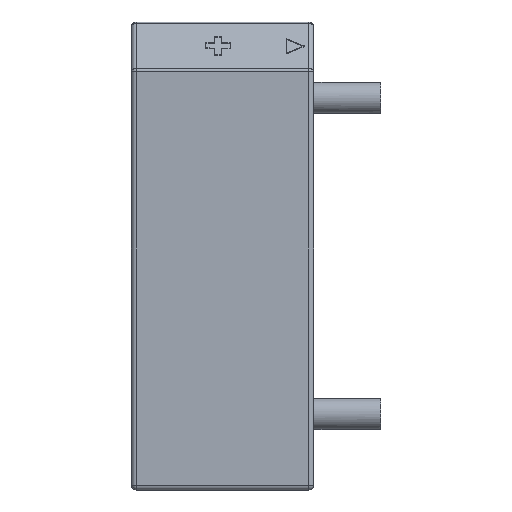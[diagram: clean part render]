
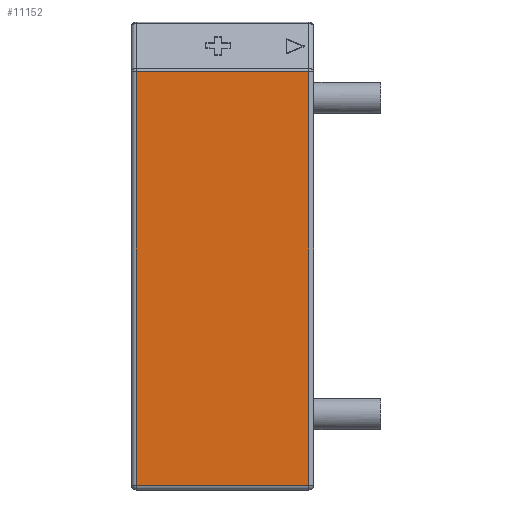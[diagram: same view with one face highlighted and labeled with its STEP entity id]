
A CAD part, left-side view. The second image highlights one B-rep face of the part: STEP entity #11152.
In plain terms, the highlighted planar face has unit normal (-1, 0, 0).
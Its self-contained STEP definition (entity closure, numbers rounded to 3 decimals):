
#133 = VECTOR ( 'NONE', #14190, 1000. ) ;
#302 = VECTOR ( 'NONE', #419, 1000. ) ;
#336 = VECTOR ( 'NONE', #15769, 1000. ) ;
#362 = EDGE_CURVE ( 'NONE', #11990, #13330, #1719, .T. ) ;
#411 = DIRECTION ( 'NONE',  ( 0., 0., 1. ) ) ;
#419 = DIRECTION ( 'NONE',  ( 0., -1., 0. ) ) ;
#1558 = CARTESIAN_POINT ( 'NONE',  ( -3.175, 7.72, -16.183 ) ) ;
#1719 = LINE ( 'NONE', #14946, #3215 ) ;
#3215 = VECTOR ( 'NONE', #411, 1000. ) ;
#3771 = CARTESIAN_POINT ( 'NONE',  ( -3.175, 0.3, 1.092 ) ) ;
#5320 = AXIS2_PLACEMENT_3D ( 'NONE', #7305, #7149, #6011 ) ;
#5835 = EDGE_CURVE ( 'NONE', #9850, #11990, #6805, .T. ) ;
#6011 = DIRECTION ( 'NONE',  ( 0., 0., -1. ) ) ;
#6140 = ORIENTED_EDGE ( 'NONE', *, *, #362, .T. ) ;
#6513 = LINE ( 'NONE', #10519, #336 ) ;
#6805 = LINE ( 'NONE', #1558, #302 ) ;
#7149 = DIRECTION ( 'NONE',  ( 1., 0., 0. ) ) ;
#7305 = CARTESIAN_POINT ( 'NONE',  ( -3.175, 7.72, -16.383 ) ) ;
#7725 = EDGE_CURVE ( 'NONE', #13330, #11460, #10230, .T. ) ;
#8244 = CARTESIAN_POINT ( 'NONE',  ( -3.175, 0.3, -16.183 ) ) ;
#9850 = VERTEX_POINT ( 'NONE', #15719 ) ;
#10230 = LINE ( 'NONE', #15471, #133 ) ;
#10481 = PLANE ( 'NONE',  #5320 ) ;
#10519 = CARTESIAN_POINT ( 'NONE',  ( -3.175, 7.52, -16.383 ) ) ;
#11152 = ADVANCED_FACE ( 'NONE', ( #15902 ), #10481, .F. ) ;
#11460 = VERTEX_POINT ( 'NONE', #12743 ) ;
#11990 = VERTEX_POINT ( 'NONE', #8244 ) ;
#12743 = CARTESIAN_POINT ( 'NONE',  ( -3.175, 7.52, 1.092 ) ) ;
#13330 = VERTEX_POINT ( 'NONE', #3771 ) ;
#14176 = ORIENTED_EDGE ( 'NONE', *, *, #16988, .T. ) ;
#14190 = DIRECTION ( 'NONE',  ( 0., 1., 0. ) ) ;
#14659 = EDGE_LOOP ( 'NONE', ( #6140, #16858, #14176, #15207 ) ) ;
#14946 = CARTESIAN_POINT ( 'NONE',  ( -3.175, 0.3, -16.383 ) ) ;
#15207 = ORIENTED_EDGE ( 'NONE', *, *, #5835, .T. ) ;
#15471 = CARTESIAN_POINT ( 'NONE',  ( -3.175, 7.72, 1.092 ) ) ;
#15719 = CARTESIAN_POINT ( 'NONE',  ( -3.175, 7.52, -16.183 ) ) ;
#15769 = DIRECTION ( 'NONE',  ( 0., 0., -1. ) ) ;
#15902 = FACE_OUTER_BOUND ( 'NONE', #14659, .T. ) ;
#16858 = ORIENTED_EDGE ( 'NONE', *, *, #7725, .T. ) ;
#16988 = EDGE_CURVE ( 'NONE', #11460, #9850, #6513, .T. ) ;
